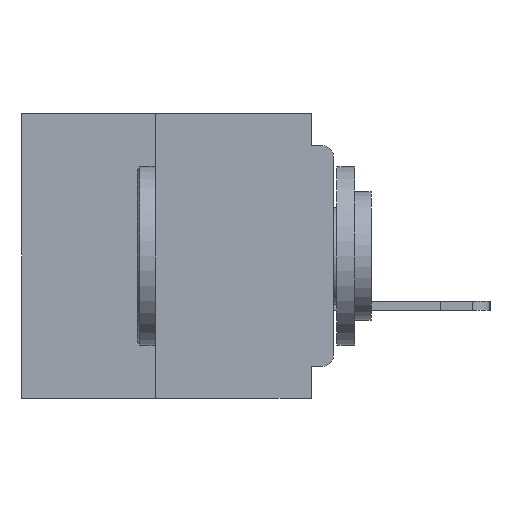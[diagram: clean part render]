
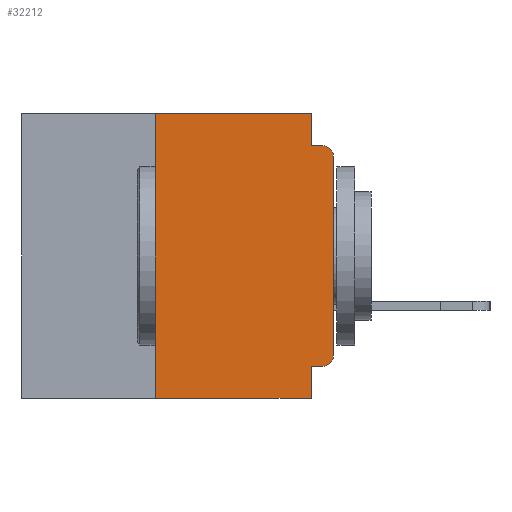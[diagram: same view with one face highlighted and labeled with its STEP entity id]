
A CAD part, left-side view. The second image highlights one B-rep face of the part: STEP entity #32212.
In plain terms, the highlighted planar face has unit normal (-1, 0, 0).
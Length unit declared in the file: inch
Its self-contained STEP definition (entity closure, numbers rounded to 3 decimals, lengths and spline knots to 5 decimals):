
#104 = CARTESIAN_POINT ( 'NONE',  ( 0., 0.437, 0. ) ) ;
#219 = VERTEX_POINT ( 'NONE', #10722 ) ;
#252 = CARTESIAN_POINT ( 'NONE',  ( 0., 0.25, 0. ) ) ;
#895 = DIRECTION ( 'NONE',  ( -1., 0., 0. ) ) ;
#983 = CARTESIAN_POINT ( 'NONE',  ( 0., 0.437, -0.4 ) ) ;
#1333 = VECTOR ( 'NONE', #29073, 39.37008 ) ;
#1689 = CARTESIAN_POINT ( 'NONE',  ( 0., 0.031, 0. ) ) ;
#2194 = CARTESIAN_POINT ( 'NONE',  ( 0., 0.031, -0.4 ) ) ;
#2630 = VERTEX_POINT ( 'NONE', #34558 ) ;
#2969 = AXIS2_PLACEMENT_3D ( 'NONE', #104, #14571, #34455 ) ;
#3199 = LINE ( 'NONE', #23390, #4115 ) ;
#3575 = DIRECTION ( 'NONE',  ( -1., 0., 0. ) ) ;
#3759 = VECTOR ( 'NONE', #8104, 39.37008 ) ;
#3900 = DIRECTION ( 'NONE',  ( 0., -1., 0. ) ) ;
#4115 = VECTOR ( 'NONE', #6202, 39.37008 ) ;
#4390 = CIRCLE ( 'NONE', #14057, 0.015 ) ;
#4706 = VECTOR ( 'NONE', #5108, 39.37008 ) ;
#5108 = DIRECTION ( 'NONE',  ( 0., 0., -1. ) ) ;
#5599 = LINE ( 'NONE', #2194, #4706 ) ;
#6202 = DIRECTION ( 'NONE',  ( 0., 0., 1. ) ) ;
#6322 = EDGE_CURVE ( 'NONE', #6971, #13254, #33753, .T. ) ;
#6424 = EDGE_CURVE ( 'NONE', #31714, #18052, #9235, .T. ) ;
#6683 = CARTESIAN_POINT ( 'NONE',  ( 0., 0.437, 0. ) ) ;
#6803 = VECTOR ( 'NONE', #36367, 39.37008 ) ;
#6971 = VERTEX_POINT ( 'NONE', #15092 ) ;
#7396 = EDGE_CURVE ( 'NONE', #16336, #13254, #19011, .T. ) ;
#7471 = LINE ( 'NONE', #983, #21827 ) ;
#8104 = DIRECTION ( 'NONE',  ( 0., -1., 0. ) ) ;
#8178 = VERTEX_POINT ( 'NONE', #252 ) ;
#8212 = ORIENTED_EDGE ( 'NONE', *, *, #14677, .F. ) ;
#8504 = AXIS2_PLACEMENT_3D ( 'NONE', #20747, #3575, #23649 ) ;
#8996 = LINE ( 'NONE', #36875, #1333 ) ;
#9235 = LINE ( 'NONE', #9702, #24499 ) ;
#9702 = CARTESIAN_POINT ( 'NONE',  ( 0., 0., -0.355 ) ) ;
#10130 = EDGE_CURVE ( 'NONE', #8178, #2630, #14424, .T. ) ;
#10240 = EDGE_CURVE ( 'NONE', #18175, #6971, #3199, .T. ) ;
#10336 = CARTESIAN_POINT ( 'NONE',  ( 0., 0.015, -0.045 ) ) ;
#10722 = CARTESIAN_POINT ( 'NONE',  ( 0., 0.031, -0.4 ) ) ;
#10751 = EDGE_CURVE ( 'NONE', #17811, #8178, #8996, .T. ) ;
#11096 = CARTESIAN_POINT ( 'NONE',  ( 0., 0.031, -0.355 ) ) ;
#11679 = PLANE ( 'NONE',  #2969 ) ;
#12192 = EDGE_CURVE ( 'NONE', #31714, #18175, #4390, .T. ) ;
#12601 = DIRECTION ( 'NONE',  ( 0., 1., 0. ) ) ;
#12740 = EDGE_CURVE ( 'NONE', #17811, #219, #7471, .T. ) ;
#12774 = FACE_OUTER_BOUND ( 'NONE', #35133, .T. ) ;
#12869 = ORIENTED_EDGE ( 'NONE', *, *, #12192, .T. ) ;
#13254 = VERTEX_POINT ( 'NONE', #10336 ) ;
#14057 = AXIS2_PLACEMENT_3D ( 'NONE', #18113, #895, #20965 ) ;
#14399 = ORIENTED_EDGE ( 'NONE', *, *, #12740, .T. ) ;
#14424 = LINE ( 'NONE', #6683, #6803 ) ;
#14559 = EDGE_CURVE ( 'NONE', #2630, #16336, #24468, .T. ) ;
#14571 = DIRECTION ( 'NONE',  ( 1., 0., 0. ) ) ;
#14677 = EDGE_CURVE ( 'NONE', #18052, #219, #5599, .T. ) ;
#15068 = ORIENTED_EDGE ( 'NONE', *, *, #6424, .F. ) ;
#15092 = CARTESIAN_POINT ( 'NONE',  ( 0., 0., -0.06 ) ) ;
#15773 = CARTESIAN_POINT ( 'NONE',  ( 0., 0.25, -0.4 ) ) ;
#16336 = VERTEX_POINT ( 'NONE', #32056 ) ;
#17811 = VERTEX_POINT ( 'NONE', #15773 ) ;
#18052 = VERTEX_POINT ( 'NONE', #11096 ) ;
#18113 = CARTESIAN_POINT ( 'NONE',  ( 0., 0.015, -0.34 ) ) ;
#18175 = VERTEX_POINT ( 'NONE', #23011 ) ;
#19011 = LINE ( 'NONE', #25183, #3759 ) ;
#20747 = CARTESIAN_POINT ( 'NONE',  ( 0., 0.015, -0.06 ) ) ;
#20965 = DIRECTION ( 'NONE',  ( 0., 0., -1. ) ) ;
#21827 = VECTOR ( 'NONE', #3900, 39.37008 ) ;
#23011 = CARTESIAN_POINT ( 'NONE',  ( 0., 0., -0.34 ) ) ;
#23104 = ORIENTED_EDGE ( 'NONE', *, *, #10130, .F. ) ;
#23390 = CARTESIAN_POINT ( 'NONE',  ( 0., 0., 0. ) ) ;
#23647 = CARTESIAN_POINT ( 'NONE',  ( 0., 0.015, -0.355 ) ) ;
#23649 = DIRECTION ( 'NONE',  ( 0., 0., -1. ) ) ;
#24042 = ORIENTED_EDGE ( 'NONE', *, *, #14559, .F. ) ;
#24468 = LINE ( 'NONE', #1689, #31075 ) ;
#24499 = VECTOR ( 'NONE', #12601, 39.37008 ) ;
#25183 = CARTESIAN_POINT ( 'NONE',  ( 0., 0., -0.045 ) ) ;
#27130 = ORIENTED_EDGE ( 'NONE', *, *, #10240, .T. ) ;
#28182 = ORIENTED_EDGE ( 'NONE', *, *, #10751, .F. ) ;
#29073 = DIRECTION ( 'NONE',  ( 0., 0., 1. ) ) ;
#29748 = ORIENTED_EDGE ( 'NONE', *, *, #6322, .T. ) ;
#30080 = ORIENTED_EDGE ( 'NONE', *, *, #7396, .F. ) ;
#30210 = DIRECTION ( 'NONE',  ( 0., 0., -1. ) ) ;
#31075 = VECTOR ( 'NONE', #30210, 39.37008 ) ;
#31714 = VERTEX_POINT ( 'NONE', #23647 ) ;
#32056 = CARTESIAN_POINT ( 'NONE',  ( 0., 0.031, -0.045 ) ) ;
#32212 = ADVANCED_FACE ( 'NONE', ( #12774 ), #11679, .F. ) ;
#33753 = CIRCLE ( 'NONE', #8504, 0.015 ) ;
#34455 = DIRECTION ( 'NONE',  ( 0., 0., -1. ) ) ;
#34558 = CARTESIAN_POINT ( 'NONE',  ( 0., 0.031, 0. ) ) ;
#35133 = EDGE_LOOP ( 'NONE', ( #27130, #29748, #30080, #24042, #23104, #28182, #14399, #8212, #15068, #12869 ) ) ;
#36367 = DIRECTION ( 'NONE',  ( 0., -1., 0. ) ) ;
#36875 = CARTESIAN_POINT ( 'NONE',  ( 0., 0.25, -0.4 ) ) ;
